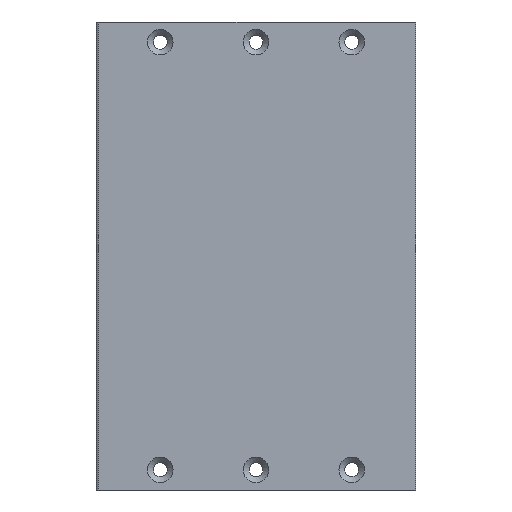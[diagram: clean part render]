
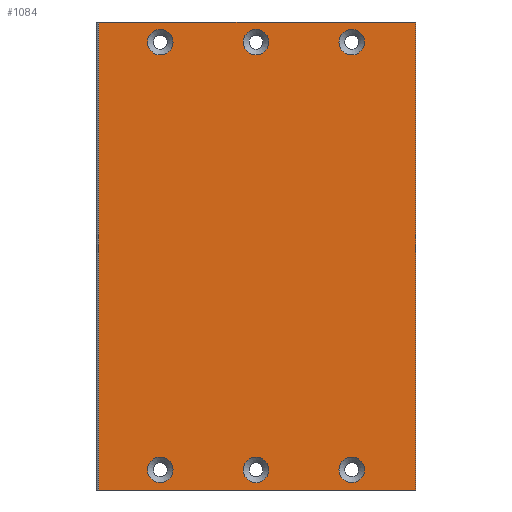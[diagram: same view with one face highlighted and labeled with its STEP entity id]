
A CAD part, front view. The second image highlights one B-rep face of the part: STEP entity #1084.
In plain terms, the highlighted planar face has unit normal (0, -1, 0).
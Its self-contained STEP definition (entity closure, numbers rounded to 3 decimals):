
#26=PLANE('',#1250);
#55=LINE('',#1839,#86);
#60=LINE('',#1851,#91);
#67=LINE('',#1873,#98);
#69=LINE('',#1876,#100);
#86=VECTOR('',#1549,10.);
#91=VECTOR('',#1560,10.);
#98=VECTOR('',#1583,10.);
#100=VECTOR('',#1587,10.);
#223=FACE_BOUND('',#450,.T.);
#224=FACE_BOUND('',#451,.T.);
#225=FACE_BOUND('',#452,.T.);
#226=FACE_BOUND('',#453,.T.);
#227=FACE_BOUND('',#454,.T.);
#228=FACE_BOUND('',#455,.T.);
#293=FACE_OUTER_BOUND('',#449,.T.);
#449=EDGE_LOOP('',(#972,#973,#974,#975));
#450=EDGE_LOOP('',(#976));
#451=EDGE_LOOP('',(#977));
#452=EDGE_LOOP('',(#978));
#453=EDGE_LOOP('',(#979));
#454=EDGE_LOOP('',(#980));
#455=EDGE_LOOP('',(#981));
#458=CIRCLE('',#1102,6.);
#461=CIRCLE('',#1107,6.);
#464=CIRCLE('',#1112,6.);
#467=CIRCLE('',#1117,6.);
#470=CIRCLE('',#1122,6.);
#473=CIRCLE('',#1127,6.);
#544=VERTEX_POINT('',#1595);
#547=VERTEX_POINT('',#1603);
#550=VERTEX_POINT('',#1611);
#553=VERTEX_POINT('',#1619);
#556=VERTEX_POINT('',#1627);
#559=VERTEX_POINT('',#1635);
#633=VERTEX_POINT('',#1836);
#634=VERTEX_POINT('',#1838);
#638=VERTEX_POINT('',#1850);
#645=VERTEX_POINT('',#1872);
#646=EDGE_CURVE('',#544,#544,#458,.T.);
#649=EDGE_CURVE('',#547,#547,#461,.T.);
#652=EDGE_CURVE('',#550,#550,#464,.T.);
#655=EDGE_CURVE('',#553,#553,#467,.T.);
#658=EDGE_CURVE('',#556,#556,#470,.T.);
#661=EDGE_CURVE('',#559,#559,#473,.T.);
#743=EDGE_CURVE('',#633,#634,#55,.T.);
#749=EDGE_CURVE('',#634,#638,#60,.T.);
#760=EDGE_CURVE('',#638,#645,#67,.T.);
#762=EDGE_CURVE('',#633,#645,#69,.T.);
#972=ORIENTED_EDGE('',*,*,#743,.F.);
#973=ORIENTED_EDGE('',*,*,#762,.T.);
#974=ORIENTED_EDGE('',*,*,#760,.F.);
#975=ORIENTED_EDGE('',*,*,#749,.F.);
#976=ORIENTED_EDGE('',*,*,#646,.T.);
#977=ORIENTED_EDGE('',*,*,#649,.T.);
#978=ORIENTED_EDGE('',*,*,#652,.T.);
#979=ORIENTED_EDGE('',*,*,#655,.T.);
#980=ORIENTED_EDGE('',*,*,#658,.T.);
#981=ORIENTED_EDGE('',*,*,#661,.T.);
#1084=ADVANCED_FACE('',(#293,#223,#224,#225,#226,#227,#228),#26,.T.);
#1102=AXIS2_PLACEMENT_3D('',#1596,#1259,#1260);
#1107=AXIS2_PLACEMENT_3D('',#1604,#1269,#1270);
#1112=AXIS2_PLACEMENT_3D('',#1612,#1279,#1280);
#1117=AXIS2_PLACEMENT_3D('',#1620,#1289,#1290);
#1122=AXIS2_PLACEMENT_3D('',#1628,#1299,#1300);
#1127=AXIS2_PLACEMENT_3D('',#1636,#1309,#1310);
#1250=AXIS2_PLACEMENT_3D('',#1875,#1585,#1586);
#1259=DIRECTION('center_axis',(0.,1.,0.));
#1260=DIRECTION('ref_axis',(0.,0.,1.));
#1269=DIRECTION('center_axis',(0.,1.,0.));
#1270=DIRECTION('ref_axis',(0.,0.,1.));
#1279=DIRECTION('center_axis',(0.,1.,0.));
#1280=DIRECTION('ref_axis',(0.,0.,1.));
#1289=DIRECTION('center_axis',(0.,1.,0.));
#1290=DIRECTION('ref_axis',(0.,0.,1.));
#1299=DIRECTION('center_axis',(0.,1.,0.));
#1300=DIRECTION('ref_axis',(0.,0.,1.));
#1309=DIRECTION('center_axis',(0.,1.,0.));
#1310=DIRECTION('ref_axis',(0.,0.,1.));
#1549=DIRECTION('',(0.,0.,-1.));
#1560=DIRECTION('',(-1.,0.,0.));
#1583=DIRECTION('',(0.,0.,1.));
#1585=DIRECTION('center_axis',(0.,-1.,0.));
#1586=DIRECTION('ref_axis',(0.,0.,-1.));
#1587=DIRECTION('',(-1.,0.,0.));
#1595=CARTESIAN_POINT('',(0.,-75.,15.5));
#1596=CARTESIAN_POINT('Origin',(0.,-75.,9.5));
#1603=CARTESIAN_POINT('',(45.,-75.,216.5));
#1604=CARTESIAN_POINT('Origin',(45.,-75.,210.5));
#1611=CARTESIAN_POINT('',(-45.,-75.,216.5));
#1612=CARTESIAN_POINT('Origin',(-45.,-75.,210.5));
#1619=CARTESIAN_POINT('',(0.,-75.,216.5));
#1620=CARTESIAN_POINT('Origin',(0.,-75.,210.5));
#1627=CARTESIAN_POINT('',(45.,-75.,15.5));
#1628=CARTESIAN_POINT('Origin',(45.,-75.,9.5));
#1635=CARTESIAN_POINT('',(-45.,-75.,15.5));
#1636=CARTESIAN_POINT('Origin',(-45.,-75.,9.5));
#1836=CARTESIAN_POINT('',(74.,-75.,220.));
#1838=CARTESIAN_POINT('',(74.,-75.,0.));
#1839=CARTESIAN_POINT('',(74.,-75.,0.));
#1850=CARTESIAN_POINT('',(-75.,-75.,0.));
#1851=CARTESIAN_POINT('',(75.,-75.,0.));
#1872=CARTESIAN_POINT('',(-75.,-75.,220.));
#1873=CARTESIAN_POINT('',(-75.,-75.,0.));
#1875=CARTESIAN_POINT('Origin',(75.,-75.,0.));
#1876=CARTESIAN_POINT('',(75.,-75.,220.));
